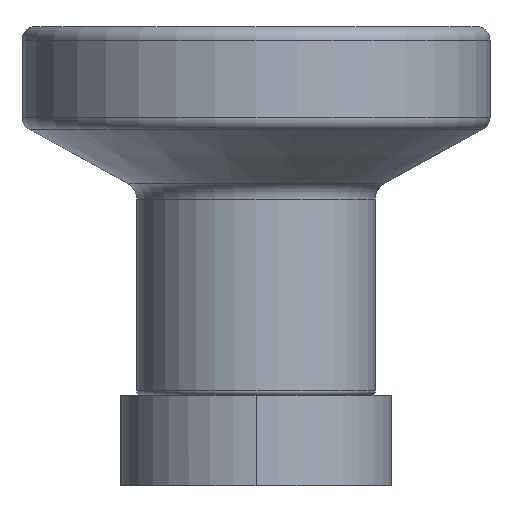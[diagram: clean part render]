
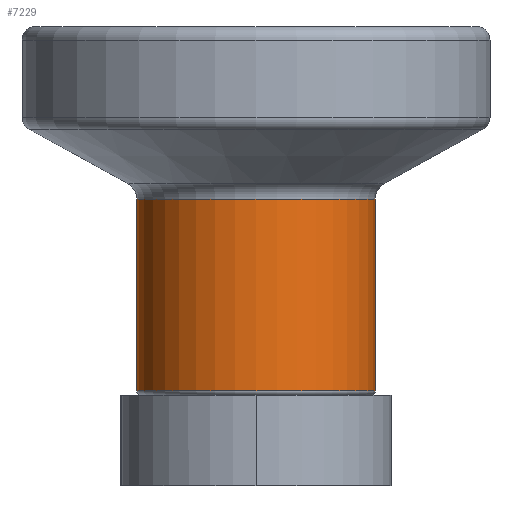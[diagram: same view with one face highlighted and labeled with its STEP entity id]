
A CAD part, front view. The second image highlights one B-rep face of the part: STEP entity #7229.
In plain terms, the highlighted cylindrical face has radius 13.25 mm (diameter 26.5 mm), a full revolution.
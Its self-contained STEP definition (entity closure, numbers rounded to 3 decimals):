
#104 = CARTESIAN_POINT ( 'NONE',  ( 0., 0., 24.5 ) ) ;
#421 = DIRECTION ( 'NONE',  ( 0., 0., -1. ) ) ;
#493 = EDGE_CURVE ( 'NONE', #594, #594, #10549, .T. ) ;
#594 = VERTEX_POINT ( 'NONE', #5943 ) ;
#1079 = DIRECTION ( 'NONE',  ( 0., 0., 1. ) ) ;
#2366 = EDGE_LOOP ( 'NONE', ( #8315 ) ) ;
#3054 = DIRECTION ( 'NONE',  ( 1., 0., 0. ) ) ;
#3576 = EDGE_CURVE ( 'NONE', #7765, #7765, #9769, .T. ) ;
#3989 = CARTESIAN_POINT ( 'NONE',  ( 0., 0., -16. ) ) ;
#4344 = FACE_OUTER_BOUND ( 'NONE', #2366, .T. ) ;
#4959 = ORIENTED_EDGE ( 'NONE', *, *, #493, .T. ) ;
#5342 = AXIS2_PLACEMENT_3D ( 'NONE', #8565, #421, #11669 ) ;
#5943 = CARTESIAN_POINT ( 'NONE',  ( 13.25, 0., 5.316 ) ) ;
#6121 = CYLINDRICAL_SURFACE ( 'NONE', #8866, 13.25 ) ;
#7229 = ADVANCED_FACE ( 'NONE', ( #4344, #8647 ), #6121, .T. ) ;
#7765 = VERTEX_POINT ( 'NONE', #8730 ) ;
#8315 = ORIENTED_EDGE ( 'NONE', *, *, #3576, .T. ) ;
#8565 = CARTESIAN_POINT ( 'NONE',  ( 0., 0., 5.316 ) ) ;
#8647 = FACE_OUTER_BOUND ( 'NONE', #10858, .T. ) ;
#8730 = CARTESIAN_POINT ( 'NONE',  ( 13.25, 0., -16. ) ) ;
#8748 = DIRECTION ( 'NONE',  ( 1., 0., 0. ) ) ;
#8866 = AXIS2_PLACEMENT_3D ( 'NONE', #104, #1079, #3054 ) ;
#9769 = CIRCLE ( 'NONE', #11167, 13.25 ) ;
#10549 = CIRCLE ( 'NONE', #5342, 13.25 ) ;
#10858 = EDGE_LOOP ( 'NONE', ( #4959 ) ) ;
#11167 = AXIS2_PLACEMENT_3D ( 'NONE', #3989, #11665, #8748 ) ;
#11665 = DIRECTION ( 'NONE',  ( 0., 0., 1. ) ) ;
#11669 = DIRECTION ( 'NONE',  ( 1., 0., 0. ) ) ;
